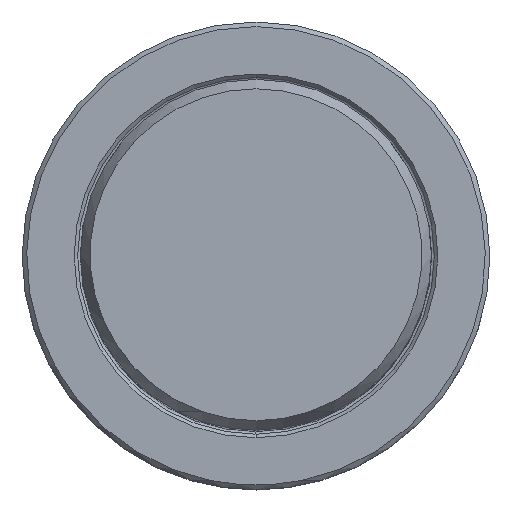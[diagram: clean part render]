
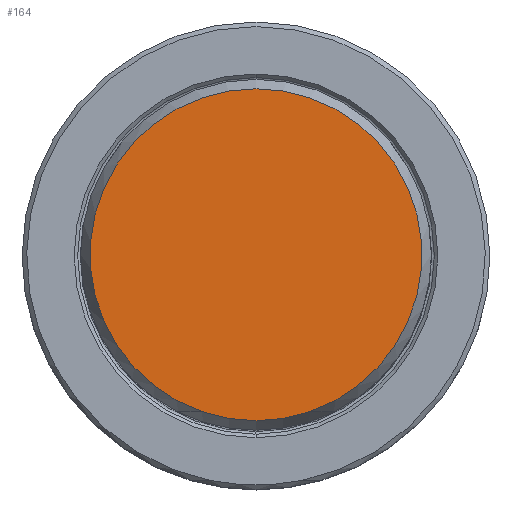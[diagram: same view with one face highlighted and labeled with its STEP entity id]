
A CAD part, top view. The second image highlights one B-rep face of the part: STEP entity #164.
In plain terms, the highlighted planar face has unit normal (0, 0, 1).
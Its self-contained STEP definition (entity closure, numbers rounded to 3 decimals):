
#35=PLANE('',#1300);
#164=ADVANCED_FACE('',(#256),#35,.F.);
#256=FACE_OUTER_BOUND('',#324,.T.);
#324=EDGE_LOOP('',(#595,#596,#597));
#595=ORIENTED_EDGE('',*,*,#826,.F.);
#596=ORIENTED_EDGE('',*,*,#823,.F.);
#597=ORIENTED_EDGE('',*,*,#822,.F.);
#684=VERTEX_POINT('',#2666);
#685=VERTEX_POINT('',#2667);
#686=VERTEX_POINT('',#2669);
#822=EDGE_CURVE('',#684,#685,#973,.T.);
#823=EDGE_CURVE('',#685,#686,#974,.T.);
#826=EDGE_CURVE('',#686,#684,#975,.T.);
#973=CIRCLE('',#1295,18.022);
#974=CIRCLE('',#1296,18.022);
#975=CIRCLE('',#1298,18.022);
#1295=AXIS2_PLACEMENT_3D('',#2665,#1624,#1625);
#1296=AXIS2_PLACEMENT_3D('',#2668,#1626,#1627);
#1298=AXIS2_PLACEMENT_3D('',#2679,#1630,#1631);
#1300=AXIS2_PLACEMENT_3D('',#2681,#1634,#1635);
#1624=DIRECTION('',(0.,0.,-1.));
#1625=DIRECTION('',(-0.324,-0.946,0.));
#1626=DIRECTION('',(0.,0.,-1.));
#1627=DIRECTION('',(0.,1.,0.));
#1630=DIRECTION('',(0.,0.,-1.));
#1631=DIRECTION('',(0.324,-0.946,0.));
#1634=DIRECTION('',(0.,0.,-1.));
#1635=DIRECTION('',(-1.,0.,0.));
#2665=CARTESIAN_POINT('',(0.,0.,69.85));
#2666=CARTESIAN_POINT('',(-5.839,-17.05,69.85));
#2667=CARTESIAN_POINT('',(0.,18.022,69.85));
#2668=CARTESIAN_POINT('',(0.,0.,69.85));
#2669=CARTESIAN_POINT('',(5.839,-17.05,69.85));
#2679=CARTESIAN_POINT('',(0.,0.,69.85));
#2681=CARTESIAN_POINT('',(0.,0.,69.85));
